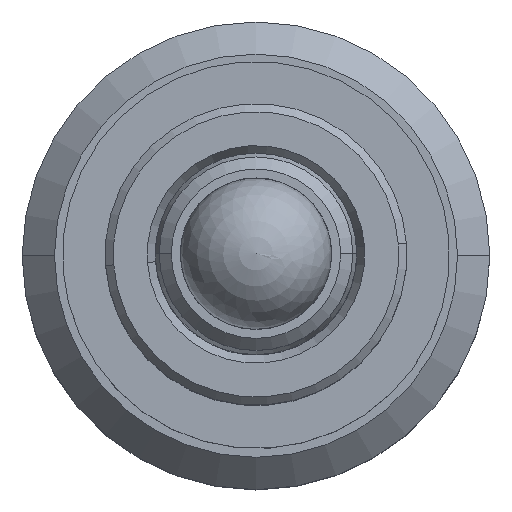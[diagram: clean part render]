
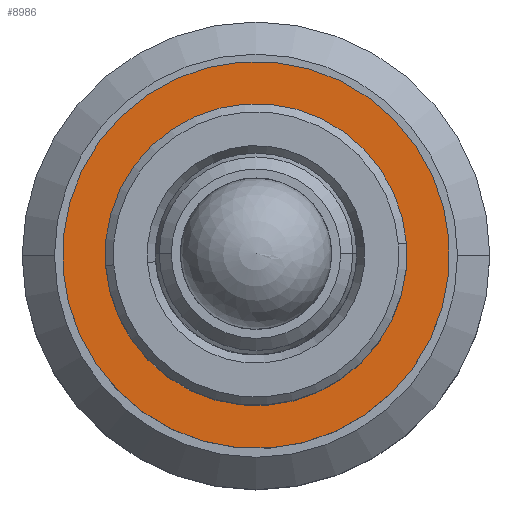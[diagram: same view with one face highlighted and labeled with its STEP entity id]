
A CAD part, top view. The second image highlights one B-rep face of the part: STEP entity #8986.
In plain terms, the highlighted planar face has unit normal (0, 0, 1).
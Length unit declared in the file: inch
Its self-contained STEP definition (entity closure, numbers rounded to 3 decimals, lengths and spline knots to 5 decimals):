
#561 = FACE_OUTER_BOUND ( 'NONE', #11710, .T. ) ;
#918 = DIRECTION ( 'NONE',  ( 0.997, 0.073, 0. ) ) ;
#1218 = FACE_BOUND ( 'NONE', #10154, .T. ) ;
#1266 = ORIENTED_EDGE ( 'NONE', *, *, #3614, .F. ) ;
#1367 = AXIS2_PLACEMENT_3D ( 'NONE', #7595, #1584, #1684 ) ;
#1584 = DIRECTION ( 'NONE',  ( 0., 0., 1. ) ) ;
#1684 = DIRECTION ( 'NONE',  ( 0.997, 0.073, 0. ) ) ;
#2211 = ORIENTED_EDGE ( 'NONE', *, *, #3124, .T. ) ;
#2565 = AXIS2_PLACEMENT_3D ( 'NONE', #5970, #11018, #918 ) ;
#2615 = DIRECTION ( 'NONE',  ( 0.997, 0.073, 0. ) ) ;
#3000 = VERTEX_POINT ( 'NONE', #10978 ) ;
#3124 = EDGE_CURVE ( 'NONE', #12957, #5225, #6107, .T. ) ;
#3477 = ORIENTED_EDGE ( 'NONE', *, *, #6297, .F. ) ;
#3614 = EDGE_CURVE ( 'NONE', #3000, #12792, #6953, .T. ) ;
#3619 = ORIENTED_EDGE ( 'NONE', *, *, #4342, .T. ) ;
#4342 = EDGE_CURVE ( 'NONE', #5225, #12957, #10260, .T. ) ;
#4919 = CARTESIAN_POINT ( 'NONE',  ( 0.33311, 0.53568, 0.9291 ) ) ;
#5148 = CARTESIAN_POINT ( 'NONE',  ( -0.1456, 0.50045, 0.9291 ) ) ;
#5225 = VERTEX_POINT ( 'NONE', #4919 ) ;
#5855 = CARTESIAN_POINT ( 'NONE',  ( 0.27028, 0.53106, 0.9291 ) ) ;
#5970 = CARTESIAN_POINT ( 'NONE',  ( 0.09376, 0.51807, 0.9291 ) ) ;
#6107 = CIRCLE ( 'NONE', #1367, 0.24 ) ;
#6133 = DIRECTION ( 'NONE',  ( 0.997, 0.073, 0. ) ) ;
#6184 = DIRECTION ( 'NONE',  ( 0., 0., 1. ) ) ;
#6205 = AXIS2_PLACEMENT_3D ( 'NONE', #10399, #9475, #2615 ) ;
#6297 = EDGE_CURVE ( 'NONE', #12792, #3000, #10729, .T. ) ;
#6953 = CIRCLE ( 'NONE', #6205, 0.177 ) ;
#7595 = CARTESIAN_POINT ( 'NONE',  ( 0.09376, 0.51807, 0.9291 ) ) ;
#8013 = AXIS2_PLACEMENT_3D ( 'NONE', #12789, #9686, #12706 ) ;
#8078 = CARTESIAN_POINT ( 'NONE',  ( 0.09376, 0.51807, 0.9291 ) ) ;
#8120 = PLANE ( 'NONE',  #11396 ) ;
#8986 = ADVANCED_FACE ( 'NONE', ( #561, #1218 ), #8120, .T. ) ;
#9475 = DIRECTION ( 'NONE',  ( 0., 0., 1. ) ) ;
#9686 = DIRECTION ( 'NONE',  ( 0., 0., 1. ) ) ;
#10154 = EDGE_LOOP ( 'NONE', ( #3477, #1266 ) ) ;
#10260 = CIRCLE ( 'NONE', #2565, 0.24 ) ;
#10399 = CARTESIAN_POINT ( 'NONE',  ( 0.09376, 0.51807, 0.9291 ) ) ;
#10729 = CIRCLE ( 'NONE', #8013, 0.177 ) ;
#10978 = CARTESIAN_POINT ( 'NONE',  ( -0.08277, 0.50508, 0.9291 ) ) ;
#11018 = DIRECTION ( 'NONE',  ( 0., 0., 1. ) ) ;
#11396 = AXIS2_PLACEMENT_3D ( 'NONE', #8078, #6184, #6133 ) ;
#11710 = EDGE_LOOP ( 'NONE', ( #3619, #2211 ) ) ;
#12706 = DIRECTION ( 'NONE',  ( 0.997, 0.073, 0. ) ) ;
#12789 = CARTESIAN_POINT ( 'NONE',  ( 0.09376, 0.51807, 0.9291 ) ) ;
#12792 = VERTEX_POINT ( 'NONE', #5855 ) ;
#12957 = VERTEX_POINT ( 'NONE', #5148 ) ;
